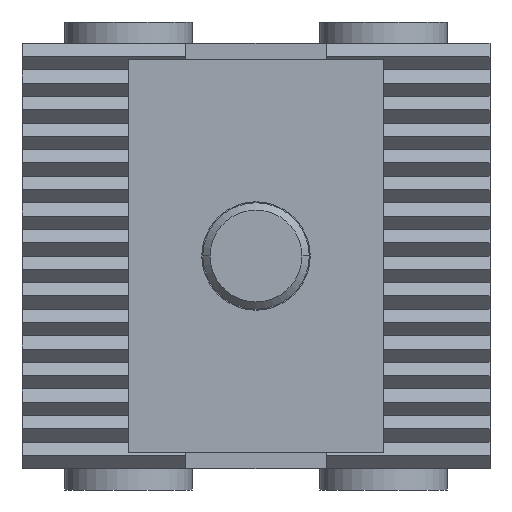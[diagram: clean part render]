
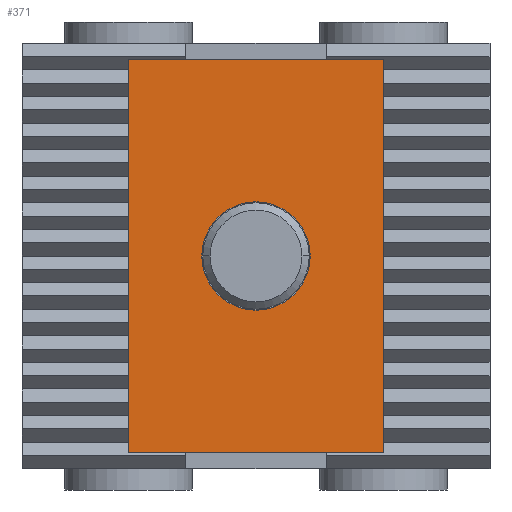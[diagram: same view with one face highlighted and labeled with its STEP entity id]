
A CAD part, front view. The second image highlights one B-rep face of the part: STEP entity #371.
In plain terms, the highlighted planar face has unit normal (0, -1, 0).
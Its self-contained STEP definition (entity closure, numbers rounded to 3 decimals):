
#371=ADVANCED_FACE('',(#747,#748),#749,.F.);
#747=FACE_BOUND('',#1166,.T.);
#748=FACE_OUTER_BOUND('',#1167,.T.);
#749=PLANE('',#1168);
#1166=EDGE_LOOP('',(#2110,#2111));
#1167=EDGE_LOOP('',(#2112,#2113,#2114,#2115));
#1168=AXIS2_PLACEMENT_3D('',#2116,#2117,#2118);
#2110=ORIENTED_EDGE('',*,*,#2714,.T.);
#2111=ORIENTED_EDGE('',*,*,#2712,.T.);
#2112=ORIENTED_EDGE('',*,*,#2741,.F.);
#2113=ORIENTED_EDGE('',*,*,#2744,.F.);
#2114=ORIENTED_EDGE('',*,*,#2733,.F.);
#2115=ORIENTED_EDGE('',*,*,#2745,.T.);
#2116=CARTESIAN_POINT('',(0.0,-23.0,0.0));
#2117=DIRECTION('',(0.0,1.0,0.0));
#2118=DIRECTION('',(0.0,0.0,1.0));
#2712=EDGE_CURVE('',#3298,#3302,#3304,.T.);
#2714=EDGE_CURVE('',#3302,#3298,#3306,.T.);
#2733=EDGE_CURVE('',#3334,#3336,#3337,.T.);
#2741=EDGE_CURVE('',#3346,#3348,#3349,.T.);
#2744=EDGE_CURVE('',#3336,#3346,#3352,.T.);
#2745=EDGE_CURVE('',#3334,#3348,#3353,.T.);
#3298=VERTEX_POINT('',#4163);
#3302=VERTEX_POINT('',#4168);
#3304=CIRCLE('',#4171,5.1);
#3306=CIRCLE('',#4173,5.1);
#3334=VERTEX_POINT('',#4213);
#3336=VERTEX_POINT('',#4216);
#3337=LINE('',#4217,#4218);
#3346=VERTEX_POINT('',#4231);
#3348=VERTEX_POINT('',#4234);
#3349=LINE('',#4235,#4236);
#3352=LINE('',#4240,#4241);
#3353=LINE('',#4242,#4243);
#4163=CARTESIAN_POINT('',(5.1,-23.0,0.));
#4168=CARTESIAN_POINT('',(-5.1,-23.0,0.0));
#4171=AXIS2_PLACEMENT_3D('',#4666,#4667,#4668);
#4173=AXIS2_PLACEMENT_3D('',#4669,#4670,#4671);
#4213=CARTESIAN_POINT('',(-12.0,-23.0,18.5));
#4216=CARTESIAN_POINT('',(12.0,-23.0,18.5));
#4217=CARTESIAN_POINT('',(0.0,-23.0,18.5));
#4218=VECTOR('',#4688,1.0);
#4231=CARTESIAN_POINT('',(12.0,-23.0,-18.5));
#4234=CARTESIAN_POINT('',(-12.0,-23.0,-18.5));
#4235=CARTESIAN_POINT('',(0.0,-23.0,-18.5));
#4236=VECTOR('',#4694,1.0);
#4240=CARTESIAN_POINT('',(12.0,-23.0,0.0));
#4241=VECTOR('',#4696,1.0);
#4242=CARTESIAN_POINT('',(-12.0,-23.0,0.0));
#4243=VECTOR('',#4697,1.0);
#4666=CARTESIAN_POINT('',(0.0,-23.0,0.0));
#4667=DIRECTION('',(-0.0,1.0,0.0));
#4668=DIRECTION('',(1.0,0.0,0.0));
#4669=CARTESIAN_POINT('',(0.0,-23.0,0.0));
#4670=DIRECTION('',(-0.0,1.0,0.0));
#4671=DIRECTION('',(1.0,0.0,0.0));
#4688=DIRECTION('',(1.0,0.0,0.0));
#4694=DIRECTION('',(-1.0,0.0,0.0));
#4696=DIRECTION('',(0.0,0.0,-1.0));
#4697=DIRECTION('',(0.0,0.0,-1.0));
